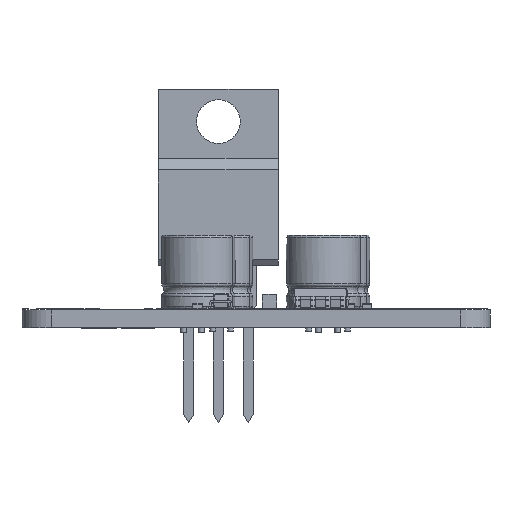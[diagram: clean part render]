
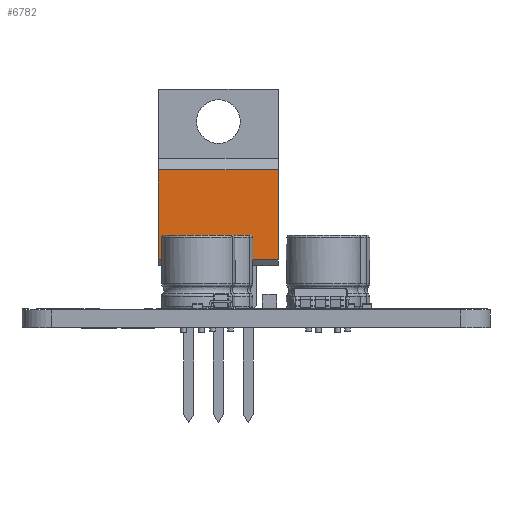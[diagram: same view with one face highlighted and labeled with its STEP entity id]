
A CAD part, left-side view. The second image highlights one B-rep face of the part: STEP entity #6782.
In plain terms, the highlighted face is planar.
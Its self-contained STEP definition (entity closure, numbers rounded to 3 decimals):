
#6606 = VERTEX_POINT('',#6607);
#6607 = CARTESIAN_POINT('',(-2.585,-1.295,4.185));
#6613 = EDGE_CURVE('',#6606,#6614,#6616,.T.);
#6614 = VERTEX_POINT('',#6615);
#6615 = CARTESIAN_POINT('',(-2.585,-1.295,11.875));
#6616 = LINE('',#6617,#6618);
#6617 = CARTESIAN_POINT('',(-2.585,-1.295,4.185));
#6618 = VECTOR('',#6619,1.);
#6619 = DIRECTION('',(0.,0.,1.));
#6765 = VERTEX_POINT('',#6766);
#6766 = CARTESIAN_POINT('',(7.665,-1.295,4.185));
#6772 = EDGE_CURVE('',#6606,#6765,#6773,.T.);
#6773 = LINE('',#6774,#6775);
#6774 = CARTESIAN_POINT('',(-2.585,-1.295,4.185));
#6775 = VECTOR('',#6776,1.);
#6776 = DIRECTION('',(1.,0.,0.));
#6782 = ADVANCED_FACE('',(#6783),#6801,.T.);
#6783 = FACE_BOUND('',#6784,.T.);
#6784 = EDGE_LOOP('',(#6785,#6786,#6794,#6800));
#6785 = ORIENTED_EDGE('',*,*,#6772,.T.);
#6786 = ORIENTED_EDGE('',*,*,#6787,.T.);
#6787 = EDGE_CURVE('',#6765,#6788,#6790,.T.);
#6788 = VERTEX_POINT('',#6789);
#6789 = CARTESIAN_POINT('',(7.665,-1.295,11.875));
#6790 = LINE('',#6791,#6792);
#6791 = CARTESIAN_POINT('',(7.665,-1.295,4.185));
#6792 = VECTOR('',#6793,1.);
#6793 = DIRECTION('',(0.,0.,1.));
#6794 = ORIENTED_EDGE('',*,*,#6795,.F.);
#6795 = EDGE_CURVE('',#6614,#6788,#6796,.T.);
#6796 = LINE('',#6797,#6798);
#6797 = CARTESIAN_POINT('',(-2.585,-1.295,11.875));
#6798 = VECTOR('',#6799,1.);
#6799 = DIRECTION('',(1.,0.,0.));
#6800 = ORIENTED_EDGE('',*,*,#6613,.F.);
#6801 = PLANE('',#6802);
#6802 = AXIS2_PLACEMENT_3D('',#6803,#6804,#6805);
#6803 = CARTESIAN_POINT('',(-2.585,-1.295,4.185));
#6804 = DIRECTION('',(0.,-1.,0.));
#6805 = DIRECTION('',(0.,0.,1.));
